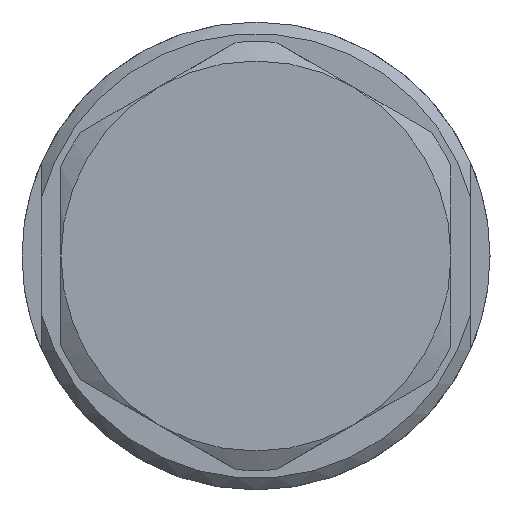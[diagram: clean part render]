
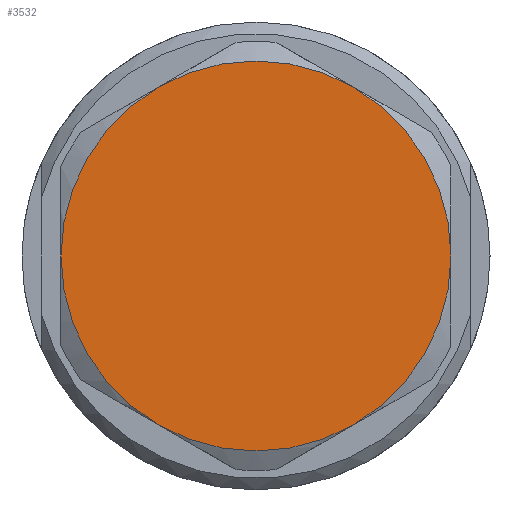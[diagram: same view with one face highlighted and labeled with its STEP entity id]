
A CAD part, left-side view. The second image highlights one B-rep face of the part: STEP entity #3532.
In plain terms, the highlighted planar face has unit normal (-1, 0, 0).
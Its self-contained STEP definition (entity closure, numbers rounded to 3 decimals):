
#600=CARTESIAN_POINT('',(-34.5,0.,0.));
#601=DIRECTION('',(-1.,0.,0.));
#602=DIRECTION('',(0.,0.5,0.866));
#603=AXIS2_PLACEMENT_3D('',#600,#601,#602);
#608=CARTESIAN_POINT('',(-34.5,0.,0.));
#609=DIRECTION('',(-1.,0.,0.));
#610=DIRECTION('',(0.,-0.5,0.866));
#611=AXIS2_PLACEMENT_3D('',#608,#609,#610);
#616=CARTESIAN_POINT('',(-34.5,0.,0.));
#617=DIRECTION('',(-1.,0.,0.));
#618=DIRECTION('',(0.,-1.,0.));
#619=AXIS2_PLACEMENT_3D('',#616,#617,#618);
#624=CARTESIAN_POINT('',(-34.5,0.,0.));
#625=DIRECTION('',(-1.,0.,0.));
#626=DIRECTION('',(0.,-0.5,-0.866));
#627=AXIS2_PLACEMENT_3D('',#624,#625,#626);
#632=CARTESIAN_POINT('',(-34.5,0.,0.));
#633=DIRECTION('',(-1.,0.,0.));
#634=DIRECTION('',(0.,0.,-1.));
#635=AXIS2_PLACEMENT_3D('',#632,#633,#634);
#640=CARTESIAN_POINT('',(-34.5,0.,0.));
#641=DIRECTION('',(-1.,0.,0.));
#642=DIRECTION('',(0.,0.5,-0.866));
#643=AXIS2_PLACEMENT_3D('',#640,#641,#642);
#648=CARTESIAN_POINT('',(-34.5,0.,0.));
#649=DIRECTION('',(-1.,0.,0.));
#650=DIRECTION('',(0.,1.,0.));
#651=AXIS2_PLACEMENT_3D('',#648,#649,#650);
#2951=CARTESIAN_POINT('',(-34.5,2.5,4.33));
#2952=CARTESIAN_POINT('',(-34.5,5.,0.));
#2953=VERTEX_POINT('',#2951);
#2954=VERTEX_POINT('',#2952);
#2955=CARTESIAN_POINT('',(-34.5,2.5,-4.33));
#2956=VERTEX_POINT('',#2955);
#2957=CARTESIAN_POINT('',(-34.5,0.,-5.));
#2958=VERTEX_POINT('',#2957);
#2959=CARTESIAN_POINT('',(-34.5,-2.5,-4.33));
#2960=VERTEX_POINT('',#2959);
#2961=CARTESIAN_POINT('',(-34.5,-5.,0.));
#2962=VERTEX_POINT('',#2961);
#2963=CARTESIAN_POINT('',(-34.5,-2.5,4.33));
#2964=VERTEX_POINT('',#2963);
#3516=CARTESIAN_POINT('',(-34.5,0.,0.));
#3517=DIRECTION('',(-1.,0.,0.));
#3518=DIRECTION('',(0.,0.,1.));
#3519=AXIS2_PLACEMENT_3D('',#3516,#3517,#3518);
#3520=PLANE('',#3519);
#3522=ORIENTED_EDGE('',*,*,#3521,.F.);
#3523=ORIENTED_EDGE('',*,*,#3439,.F.);
#3524=ORIENTED_EDGE('',*,*,#3406,.F.);
#3526=ORIENTED_EDGE('',*,*,#3525,.F.);
#3527=ORIENTED_EDGE('',*,*,#3345,.F.);
#3528=ORIENTED_EDGE('',*,*,#3343,.F.);
#3529=ORIENTED_EDGE('',*,*,#3499,.F.);
#3530=EDGE_LOOP('',(#3522,#3523,#3524,#3526,#3527,#3528,#3529));
#3531=FACE_OUTER_BOUND('',#3530,.F.);
#3532=ADVANCED_FACE('',(#3531),#3520,.T.);
#604=CIRCLE('',#603,5.);
#612=CIRCLE('',#611,5.);
#620=CIRCLE('',#619,5.);
#628=CIRCLE('',#627,5.);
#636=CIRCLE('',#635,5.);
#644=CIRCLE('',#643,5.);
#652=CIRCLE('',#651,5.);
#3343=EDGE_CURVE('',#2956,#2958,#644,.T.);
#3345=EDGE_CURVE('',#2958,#2960,#636,.T.);
#3406=EDGE_CURVE('',#2962,#2964,#620,.T.);
#3439=EDGE_CURVE('',#2964,#2953,#612,.T.);
#3499=EDGE_CURVE('',#2954,#2956,#652,.T.);
#3521=EDGE_CURVE('',#2953,#2954,#604,.T.);
#3525=EDGE_CURVE('',#2960,#2962,#628,.T.);
